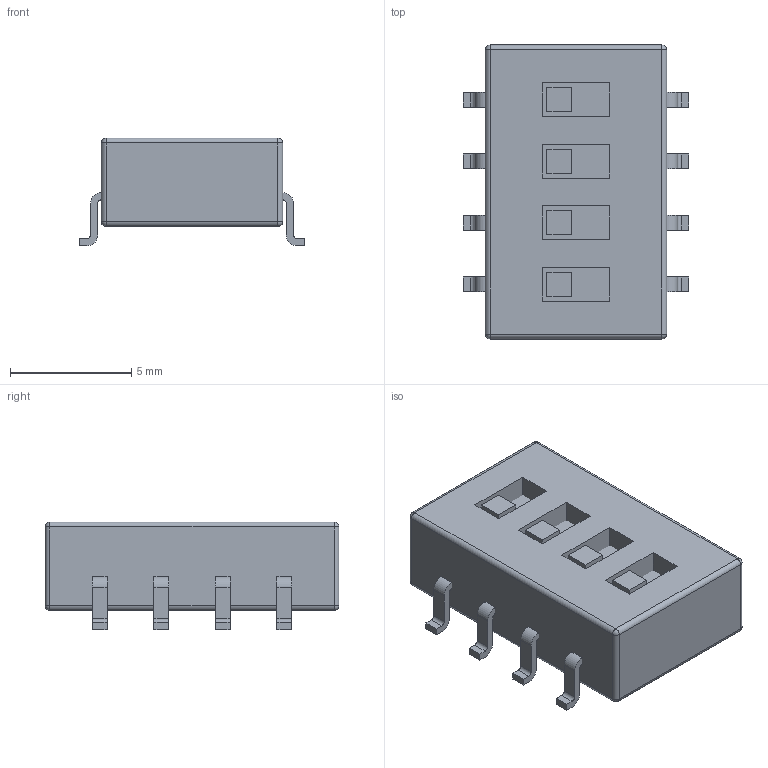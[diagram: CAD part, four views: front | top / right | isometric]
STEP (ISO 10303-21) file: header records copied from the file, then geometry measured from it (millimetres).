
FILE_DESCRIPTION(('Open CASCADE Model'),'2;1');
FILE_NAME('Open CASCADE Shape Model','2025-11-11T16:25:49',('Author'),('Open CASCADE'),'Open CASCADE STEP processor 7.7','Open CASCADE 7.7','Unknown');
FILE_SCHEMA(('AUTOMOTIVE_DESIGN { 1 0 10303 214 1 1 1 1 }'));
Length unit declared in the file: millimetre
Products named in the file (18): CK_SDA04H0SB; body; body_part; inner; inner_part; lead-1; lead-1_part; actuator-1; actuator-1_part; lead-2; actuator-2; actuator-2_part; lead-3; actuator-3; actuator-3_part; lead-4; actuator-4; actuator-4_part
Assembly tree (20 placements, depth 3):
  CK_SDA04H0SB
    body
      body_part
    inner
      inner_part
    lead-1
      lead-1_part
    actuator-1
      actuator-1_part
    lead-2
      lead-1_part
    actuator-2
      actuator-2_part
    lead-3
      lead-1_part
    actuator-3
      actuator-3_part
    lead-4
      lead-1_part
    actuator-4
      actuator-4_part
Bounding box: 9.3 x 12.14 x 4.45 mm (x, y, z)
Volume: 335.9 mm3; surface area: 551.4 mm2
Topology: 10 solids, 10 shells, 164 faces, 404 edges, 256 vertices
Faces by surface type: plane 112, bspline 32, cylinder 12, sphere 8
Entity records: 1770 total; most frequent: ORIENTED_EDGE 296, CARTESIAN_POINT 270, EDGE_CURVE 180, LINE 132, VERTEX_POINT 112, AXIS2_PLACEMENT_3D 101, FACE_BOUND 84, EDGE_LOOP 84
